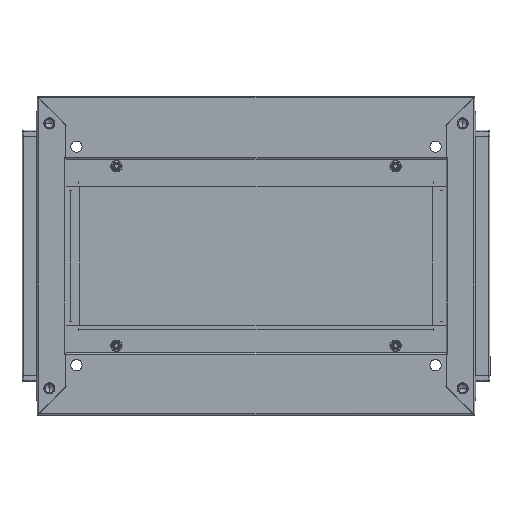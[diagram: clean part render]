
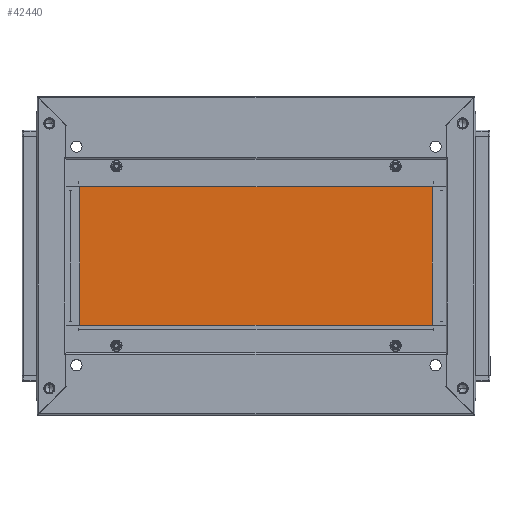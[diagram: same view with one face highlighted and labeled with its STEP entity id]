
A CAD part, top view. The second image highlights one B-rep face of the part: STEP entity #42440.
In plain terms, the highlighted planar face has unit normal (0, 0, 1).
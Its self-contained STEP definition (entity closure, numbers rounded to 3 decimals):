
#13319 = VERTEX_POINT ( 'NONE', #55274 ) ;
#13321 = VERTEX_POINT ( 'NONE', #55275 ) ;
#13326 = VERTEX_POINT ( 'NONE', #55278 ) ;
#13330 = VERTEX_POINT ( 'NONE', #55280 ) ;
#23969 = CARTESIAN_POINT ( 'NONE',  ( -100., -240., 0. ) ) ;
#23977 = PLANE ( 'NONE',  #25853 ) ;
#23982 = DIRECTION ( 'NONE',  ( 0., 0., 1. ) ) ;
#23984 = DIRECTION ( 'NONE',  ( 1., 0., 0. ) ) ;
#25391 = FACE_OUTER_BOUND ( 'NONE', #40342, .T. ) ;
#25853 = AXIS2_PLACEMENT_3D ( 'NONE', #23969, #23982, #23984 ) ;
#31818 = CARTESIAN_POINT ( 'NONE',  ( -100., 240., 0. ) ) ;
#31819 = DIRECTION ( 'NONE',  ( 0., -1., 0. ) ) ;
#31985 = CARTESIAN_POINT ( 'NONE',  ( -100., 240., 0. ) ) ;
#31986 = DIRECTION ( 'NONE',  ( -1., 0., 0. ) ) ;
#31992 = CARTESIAN_POINT ( 'NONE',  ( 100., 240., 0. ) ) ;
#31993 = DIRECTION ( 'NONE',  ( 0., 1., 0. ) ) ;
#31999 = CARTESIAN_POINT ( 'NONE',  ( -100., -240., 0. ) ) ;
#32000 = DIRECTION ( 'NONE',  ( 1., 0., 0. ) ) ;
#33529 = LINE ( 'NONE', #31818, #33530 ) ;
#33530 = VECTOR ( 'NONE', #31819, 1000. ) ;
#33695 = LINE ( 'NONE', #31985, #33696 ) ;
#33696 = VECTOR ( 'NONE', #31986, 1000. ) ;
#33700 = LINE ( 'NONE', #31992, #33701 ) ;
#33701 = VECTOR ( 'NONE', #31993, 1000. ) ;
#33705 = LINE ( 'NONE', #31999, #33706 ) ;
#33706 = VECTOR ( 'NONE', #32000, 1000. ) ;
#40342 = EDGE_LOOP ( 'NONE', ( #41561, #41609, #41495, #41874 ) ) ;
#41495 = ORIENTED_EDGE ( 'NONE', *, *, #44186, .T. ) ;
#41561 = ORIENTED_EDGE ( 'NONE', *, *, #44100, .T. ) ;
#41609 = ORIENTED_EDGE ( 'NONE', *, *, #44189, .T. ) ;
#41874 = ORIENTED_EDGE ( 'NONE', *, *, #44183, .T. ) ;
#42440 = ADVANCED_FACE ( 'NONE', ( #25391 ), #23977, .T. ) ;
#44100 = EDGE_CURVE ( 'NONE', #13319, #13321, #33529, .T. ) ;
#44183 = EDGE_CURVE ( 'NONE', #13326, #13319, #33695, .T. ) ;
#44186 = EDGE_CURVE ( 'NONE', #13330, #13326, #33700, .T. ) ;
#44189 = EDGE_CURVE ( 'NONE', #13321, #13330, #33705, .T. ) ;
#55274 = CARTESIAN_POINT ( 'NONE',  ( -100., 240., 0. ) ) ;
#55275 = CARTESIAN_POINT ( 'NONE',  ( -100., -240., 0. ) ) ;
#55278 = CARTESIAN_POINT ( 'NONE',  ( 100., 240., 0. ) ) ;
#55280 = CARTESIAN_POINT ( 'NONE',  ( 100., -240., 0. ) ) ;
